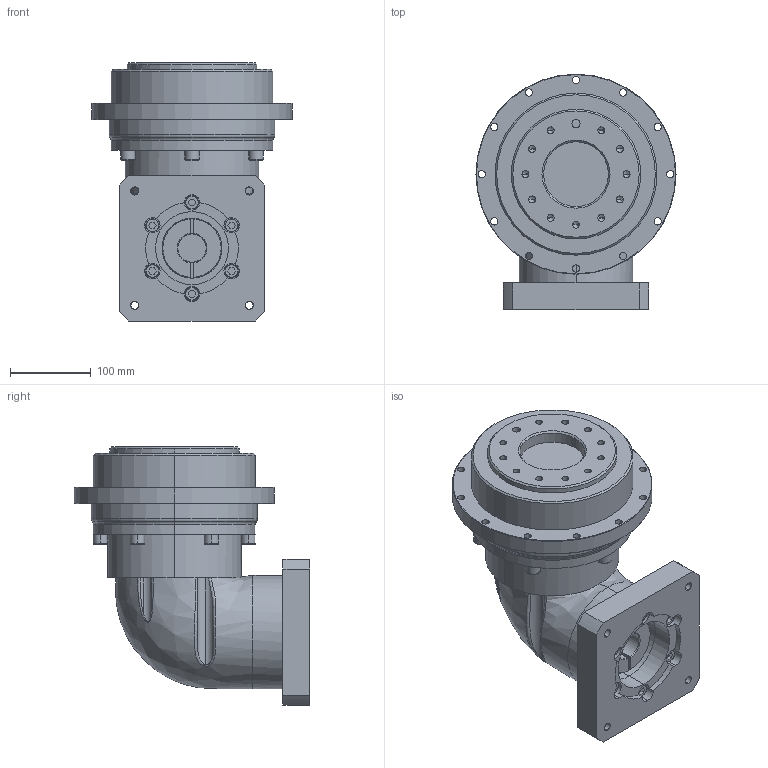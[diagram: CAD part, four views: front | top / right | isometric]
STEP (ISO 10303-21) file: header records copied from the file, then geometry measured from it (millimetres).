
FILE_DESCRIPTION (( 'STEP AP203' ), '1' );
FILE_NAME ('EVT200-L2-35-114.3-200.STEP', '2022-06-15T09:00:25', ( 'PC' ), ( 'Microsoft' ), 'SwSTEP 2.0', 'SolidWorks 2016', '' );
FILE_SCHEMA (( 'CONFIG_CONTROL_DESIGN' ));
Length unit declared in the file: millimetre
Products named in the file (1): EVT200-L2-35-114.3-200
Bounding box: 247 x 290.5 x 318.7 mm (x, y, z)
Volume: 8144483.3 mm3; surface area: 397370.3 mm2
Topology: 1 solids, 1 shells, 355 faces, 893 edges, 557 vertices
Faces by surface type: plane 139, cylinder 138, cone 40, torus 32, bspline 6
Entity records: 14026 total; most frequent: CARTESIAN_POINT 5247, DIRECTION 1924, ORIENTED_EDGE 1742, EDGE_CURVE 871, AXIS2_PLACEMENT_3D 749, VERTEX_POINT 557, VECTOR 426, EDGE_LOOP 426
